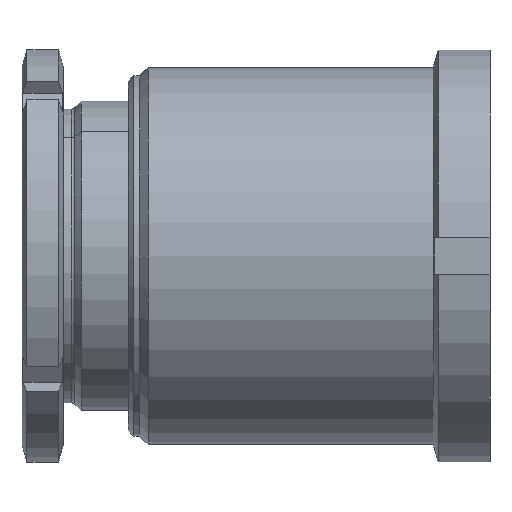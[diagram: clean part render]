
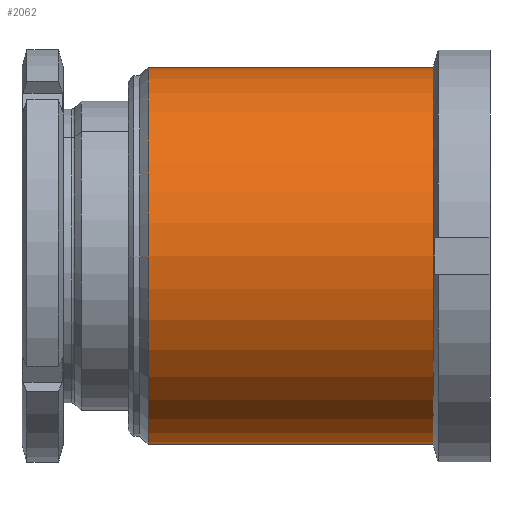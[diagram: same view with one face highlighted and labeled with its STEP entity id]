
A CAD part, left-side view. The second image highlights one B-rep face of the part: STEP entity #2062.
In plain terms, the highlighted cylindrical face has radius 36.5 mm (diameter 73 mm), a partial arc.
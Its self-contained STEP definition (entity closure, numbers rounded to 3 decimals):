
#59 = CYLINDRICAL_SURFACE ( 'NONE', #707, 36.5 ) ;
#88 = CARTESIAN_POINT ( 'NONE',  ( 0., -3.8, 36.5 ) ) ;
#100 = VECTOR ( 'NONE', #2606, 1000. ) ;
#265 = CARTESIAN_POINT ( 'NONE',  ( 0., -59., 0. ) ) ;
#392 = CARTESIAN_POINT ( 'NONE',  ( 0., -59., 36.5 ) ) ;
#669 = CARTESIAN_POINT ( 'NONE',  ( 0., 10.447, 36.5 ) ) ;
#679 = FACE_OUTER_BOUND ( 'NONE', #2841, .T. ) ;
#707 = AXIS2_PLACEMENT_3D ( 'NONE', #716, #1679, #1230 ) ;
#716 = CARTESIAN_POINT ( 'NONE',  ( 0., 10.447, 0. ) ) ;
#754 = VERTEX_POINT ( 'NONE', #2820 ) ;
#802 = EDGE_CURVE ( 'NONE', #754, #1388, #1247, .T. ) ;
#815 = ORIENTED_EDGE ( 'NONE', *, *, #980, .F. ) ;
#980 = EDGE_CURVE ( 'NONE', #754, #1405, #1952, .T. ) ;
#1204 = CARTESIAN_POINT ( 'NONE',  ( 0., 10.447, -36.5 ) ) ;
#1219 = AXIS2_PLACEMENT_3D ( 'NONE', #1222, #1450, #1438 ) ;
#1222 = CARTESIAN_POINT ( 'NONE',  ( 0., -3.8, 0. ) ) ;
#1230 = DIRECTION ( 'NONE',  ( 0., 0., 1. ) ) ;
#1247 = CIRCLE ( 'NONE', #2974, 36.5 ) ;
#1388 = VERTEX_POINT ( 'NONE', #392 ) ;
#1405 = VERTEX_POINT ( 'NONE', #2522 ) ;
#1428 = EDGE_CURVE ( 'NONE', #1388, #2185, #2985, .T. ) ;
#1438 = DIRECTION ( 'NONE',  ( 0., 0., 1. ) ) ;
#1450 = DIRECTION ( 'NONE',  ( 0., 1., 0. ) ) ;
#1587 = ORIENTED_EDGE ( 'NONE', *, *, #2058, .F. ) ;
#1642 = VECTOR ( 'NONE', #2855, 1000. ) ;
#1679 = DIRECTION ( 'NONE',  ( 0., 1., 0. ) ) ;
#1952 = LINE ( 'NONE', #1204, #1642 ) ;
#2058 = EDGE_CURVE ( 'NONE', #1405, #2185, #2314, .T. ) ;
#2062 = ADVANCED_FACE ( 'NONE', ( #679 ), #59, .T. ) ;
#2185 = VERTEX_POINT ( 'NONE', #88 ) ;
#2186 = DIRECTION ( 'NONE',  ( 0., 1., 0. ) ) ;
#2314 = CIRCLE ( 'NONE', #1219, 36.5 ) ;
#2425 = DIRECTION ( 'NONE',  ( 0., 0., 1. ) ) ;
#2522 = CARTESIAN_POINT ( 'NONE',  ( 0., -3.8, -36.5 ) ) ;
#2559 = ORIENTED_EDGE ( 'NONE', *, *, #1428, .T. ) ;
#2606 = DIRECTION ( 'NONE',  ( 0., 1., 0. ) ) ;
#2820 = CARTESIAN_POINT ( 'NONE',  ( 0., -59., -36.5 ) ) ;
#2841 = EDGE_LOOP ( 'NONE', ( #815, #2975, #2559, #1587 ) ) ;
#2855 = DIRECTION ( 'NONE',  ( 0., 1., 0. ) ) ;
#2974 = AXIS2_PLACEMENT_3D ( 'NONE', #265, #2186, #2425 ) ;
#2975 = ORIENTED_EDGE ( 'NONE', *, *, #802, .T. ) ;
#2985 = LINE ( 'NONE', #669, #100 ) ;
